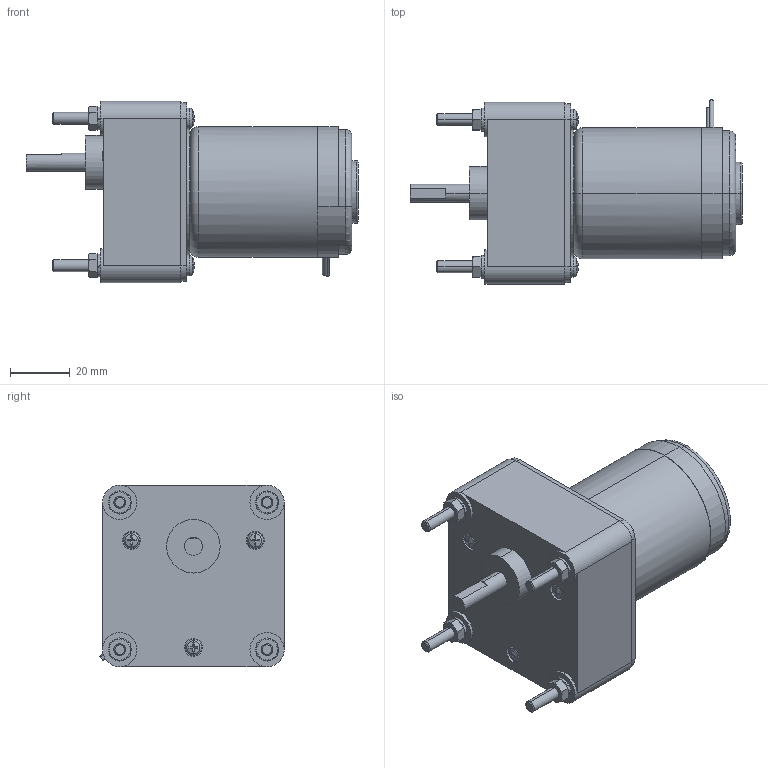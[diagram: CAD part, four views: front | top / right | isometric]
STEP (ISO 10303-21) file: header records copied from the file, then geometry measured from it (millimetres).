
FILE_DESCRIPTION(('starvars output'),'2;1');
FILE_NAME('44s6h.stp','09:45:39 2014/09/11',( 'Thomas Industrial Network Germany GmbH'),( 'Thomas Industrial Network Germany GmbH'),'unknown preprocess','ACIS' ,'unknown authorization');
FILE_SCHEMA(('AUTOMOTIVE_DESIGN_CC2 {UNKNOWN IMPLEMENTATION LEVEL}'));
Length unit declared in the file: millimetre
Products named in the file (1): PRODUCT_ID_20
Bounding box: 111.6 x 61.95 x 61 mm (x, y, z)
Volume: 191244.1 mm3; surface area: 24929.4 mm2
Topology: 1 solids, 4 shells, 409 faces, 966 edges, 588 vertices
Faces by surface type: plane 174, cone 107, cylinder 88, torus 26, bspline 14
Entity records: 13688 total; most frequent: CARTESIAN_POINT 2758, ORIENTED_EDGE 1920, DIRECTION 1164, EDGE_CURVE 960, VERTEX_POINT 588, EDGE_LOOP 446, FACE_BOUND 446, STYLED_ITEM 410
